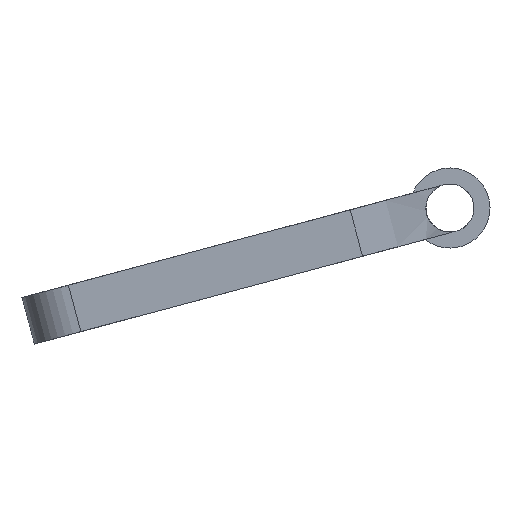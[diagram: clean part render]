
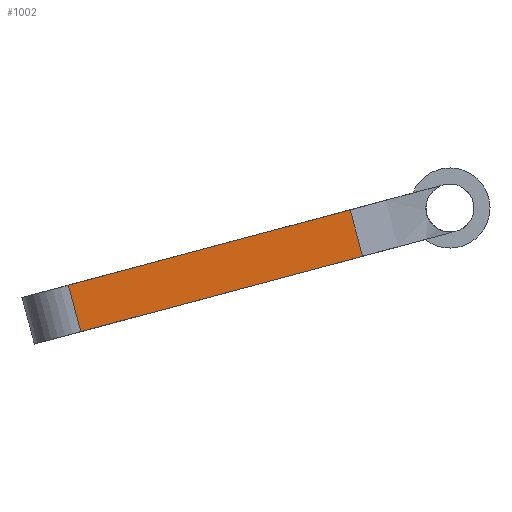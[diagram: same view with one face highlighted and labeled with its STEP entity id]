
A CAD part, front view. The second image highlights one B-rep face of the part: STEP entity #1002.
In plain terms, the highlighted planar face has unit normal (0, -1, 0).
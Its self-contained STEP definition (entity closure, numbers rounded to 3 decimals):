
#69=PLANE('',#1101);
#119=FACE_OUTER_BOUND('',#177,.T.);
#177=EDGE_LOOP('',(#934,#935,#936,#937));
#193=LINE('',#1431,#297);
#205=LINE('',#1470,#309);
#235=LINE('',#1539,#339);
#273=LINE('',#1710,#377);
#297=VECTOR('',#1141,10.);
#309=VECTOR('',#1171,10.);
#339=VECTOR('',#1241,10.);
#377=VECTOR('',#1349,10.);
#439=VERTEX_POINT('',#1428);
#440=VERTEX_POINT('',#1430);
#457=VERTEX_POINT('',#1466);
#477=VERTEX_POINT('',#1538);
#533=EDGE_CURVE('',#440,#439,#193,.T.);
#553=EDGE_CURVE('',#440,#457,#205,.T.);
#587=EDGE_CURVE('',#457,#477,#235,.T.);
#645=EDGE_CURVE('',#439,#477,#273,.T.);
#934=ORIENTED_EDGE('',*,*,#553,.F.);
#935=ORIENTED_EDGE('',*,*,#533,.T.);
#936=ORIENTED_EDGE('',*,*,#645,.T.);
#937=ORIENTED_EDGE('',*,*,#587,.F.);
#1002=ADVANCED_FACE('',(#119),#69,.T.);
#1101=AXIS2_PLACEMENT_3D('',#1729,#1378,#1379);
#1141=DIRECTION('',(1.,0.,0.));
#1171=DIRECTION('',(0.,0.,1.));
#1241=DIRECTION('',(1.,0.,0.));
#1349=DIRECTION('',(0.,0.,1.));
#1378=DIRECTION('center_axis',(0.,-1.,0.));
#1379=DIRECTION('ref_axis',(1.,0.,0.));
#1428=CARTESIAN_POINT('',(652.388,-34.672,0.));
#1430=CARTESIAN_POINT('',(634.184,-34.672,0.));
#1431=CARTESIAN_POINT('',(628.718,-34.672,0.));
#1466=CARTESIAN_POINT('',(634.184,-34.672,3.));
#1470=CARTESIAN_POINT('',(634.184,-34.672,3.));
#1538=CARTESIAN_POINT('',(652.388,-34.672,3.));
#1539=CARTESIAN_POINT('',(628.718,-34.672,3.));
#1710=CARTESIAN_POINT('',(652.388,-34.672,3.));
#1729=CARTESIAN_POINT('Origin',(628.718,-34.672,0.));
